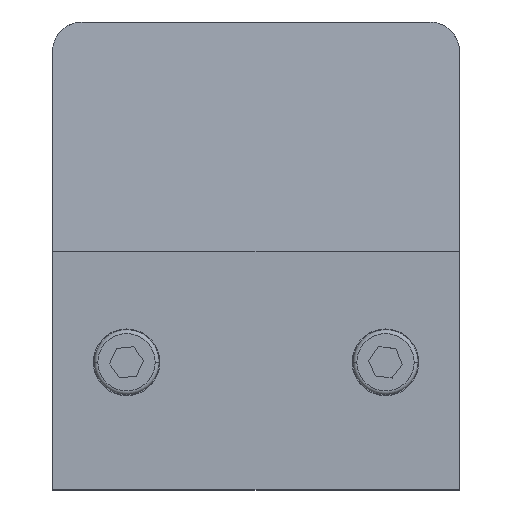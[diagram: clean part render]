
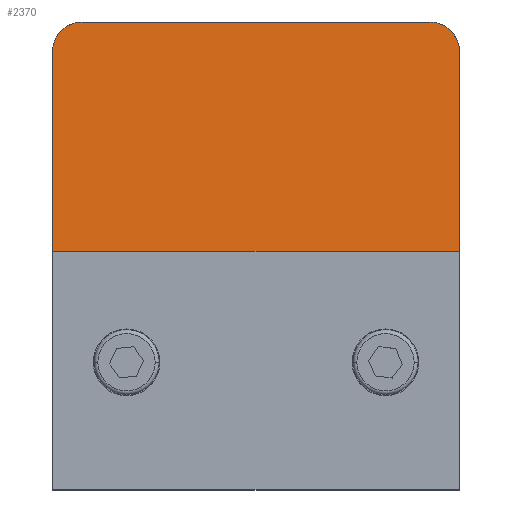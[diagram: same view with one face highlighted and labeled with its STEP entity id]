
A CAD part, top view. The second image highlights one B-rep face of the part: STEP entity #2370.
In plain terms, the highlighted planar face has unit normal (0, 0.064, 0.998).
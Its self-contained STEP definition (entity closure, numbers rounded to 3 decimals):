
#72 = CARTESIAN_POINT ( 'NONE',  ( 23.5, 37.5, 21.5 ) ) ;
#95 = CARTESIAN_POINT ( 'NONE',  ( -27.5, 37.5, 21.5 ) ) ;
#152 = ORIENTED_EDGE ( 'NONE', *, *, #175, .T. ) ;
#172 = ORIENTED_EDGE ( 'NONE', *, *, #1920, .T. ) ;
#175 = EDGE_CURVE ( 'NONE', #3249, #835, #2102, .T. ) ;
#180 = CARTESIAN_POINT ( 'NONE',  ( -27.5, 6.5, 23.5 ) ) ;
#224 = ORIENTED_EDGE ( 'NONE', *, *, #2297, .T. ) ;
#314 = CARTESIAN_POINT ( 'NONE',  ( -25.843, 37.5, 21.5 ) ) ;
#321 = CARTESIAN_POINT ( 'NONE',  ( 23.5, 37.5, 21.5 ) ) ;
#472 = ORIENTED_EDGE ( 'NONE', *, *, #1371, .T. ) ;
#479 = VECTOR ( 'NONE', #1149, 1000. ) ;
#502 = DIRECTION ( 'NONE',  ( -1., 0., 0. ) ) ;
#585 = CARTESIAN_POINT ( 'NONE',  ( 27.5, 37.5, 21.5 ) ) ;
#589 = CARTESIAN_POINT ( 'NONE',  ( 27.5, 33.5, 21.758 ) ) ;
#795 = VECTOR ( 'NONE', #1380, 1000. ) ;
#835 = VERTEX_POINT ( 'NONE', #72 ) ;
#856 = LINE ( 'NONE', #585, #795 ) ;
#860 = DIRECTION ( 'NONE',  ( -1., 0., 0. ) ) ;
#891 = CARTESIAN_POINT ( 'NONE',  ( -23.5, 37.5, 21.5 ) ) ;
#915 = LINE ( 'NONE', #95, #479 ) ;
#1083 = CARTESIAN_POINT ( 'NONE',  ( 27.5, 35.843, 21.607 ) ) ;
#1116 = CARTESIAN_POINT ( 'NONE',  ( 25.843, 37.5, 21.5 ) ) ;
#1126 = CARTESIAN_POINT ( 'NONE',  ( -27.5, 35.843, 21.607 ) ) ;
#1149 = DIRECTION ( 'NONE',  ( 0., -0.998, 0.064 ) ) ;
#1239 = CARTESIAN_POINT ( 'NONE',  ( -27.5, 33.5, 21.758 ) ) ;
#1298 = LINE ( 'NONE', #2873, #1458 ) ;
#1371 = EDGE_CURVE ( 'NONE', #835, #2669, #1298, .T. ) ;
#1376 = CARTESIAN_POINT ( 'NONE',  ( 27.5, 6.5, 23.5 ) ) ;
#1380 = DIRECTION ( 'NONE',  ( 0., -0.998, 0.064 ) ) ;
#1396 = FACE_OUTER_BOUND ( 'NONE', #1979, .T. ) ;
#1458 = VECTOR ( 'NONE', #502, 1000. ) ;
#1520 = EDGE_CURVE ( 'NONE', #3249, #2241, #856, .T. ) ;
#1608 = CARTESIAN_POINT ( 'NONE',  ( -27.5, 33.5, 21.758 ) ) ;
#1639 = VERTEX_POINT ( 'NONE', #1239 ) ;
#1650 = CARTESIAN_POINT ( 'NONE',  ( -23.5, 37.5, 21.5 ) ) ;
#1889 = ORIENTED_EDGE ( 'NONE', *, *, #1520, .F. ) ;
#1913 = AXIS2_PLACEMENT_3D ( 'NONE', #2443, #2127, #2196 ) ;
#1920 = EDGE_CURVE ( 'NONE', #1639, #2932, #915, .T. ) ;
#1979 = EDGE_LOOP ( 'NONE', ( #472, #224, #172, #2468, #1889, #152 ) ) ;
#2033 = EDGE_CURVE ( 'NONE', #2241, #2932, #3229, .T. ) ;
#2037 = VECTOR ( 'NONE', #860, 1000. ) ;
#2102 =( BOUNDED_CURVE ( )  B_SPLINE_CURVE ( 3, ( #589, #1083, #1116, #321 ),
 .UNSPECIFIED., .F., .T. ) 
 B_SPLINE_CURVE_WITH_KNOTS ( ( 4, 4 ),
 ( 4.712, 6.283 ),
 .UNSPECIFIED. ) 
 CURVE ( )  GEOMETRIC_REPRESENTATION_ITEM ( )  RATIONAL_B_SPLINE_CURVE ( ( 1., 0.805, 0.805, 1. ) ) 
 REPRESENTATION_ITEM ( '' )  );
#2127 = DIRECTION ( 'NONE',  ( 0., -0.064, -0.998 ) ) ;
#2196 = DIRECTION ( 'NONE',  ( 0., 0.998, -0.064 ) ) ;
#2241 = VERTEX_POINT ( 'NONE', #1376 ) ;
#2297 = EDGE_CURVE ( 'NONE', #2669, #1639, #2803, .T. ) ;
#2370 = ADVANCED_FACE ( 'NONE', ( #1396 ), #2684, .F. ) ;
#2443 = CARTESIAN_POINT ( 'NONE',  ( 27.5, 37.5, 21.5 ) ) ;
#2468 = ORIENTED_EDGE ( 'NONE', *, *, #2033, .F. ) ;
#2669 = VERTEX_POINT ( 'NONE', #1650 ) ;
#2684 = PLANE ( 'NONE',  #1913 ) ;
#2803 =( BOUNDED_CURVE ( )  B_SPLINE_CURVE ( 3, ( #891, #314, #1126, #1608 ),
 .UNSPECIFIED., .F., .F. ) 
 B_SPLINE_CURVE_WITH_KNOTS ( ( 4, 4 ),
 ( 3.142, 4.712 ),
 .UNSPECIFIED. ) 
 CURVE ( )  GEOMETRIC_REPRESENTATION_ITEM ( )  RATIONAL_B_SPLINE_CURVE ( ( 1., 0.805, 0.805, 1. ) ) 
 REPRESENTATION_ITEM ( '' )  );
#2873 = CARTESIAN_POINT ( 'NONE',  ( 27.5, 37.5, 21.5 ) ) ;
#2932 = VERTEX_POINT ( 'NONE', #180 ) ;
#2934 = CARTESIAN_POINT ( 'NONE',  ( 27.5, 33.5, 21.758 ) ) ;
#3193 = CARTESIAN_POINT ( 'NONE',  ( 27.5, 6.5, 23.5 ) ) ;
#3229 = LINE ( 'NONE', #3193, #2037 ) ;
#3249 = VERTEX_POINT ( 'NONE', #2934 ) ;
